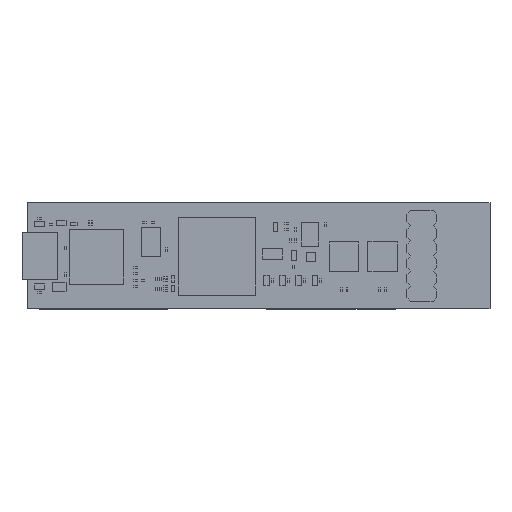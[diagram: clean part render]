
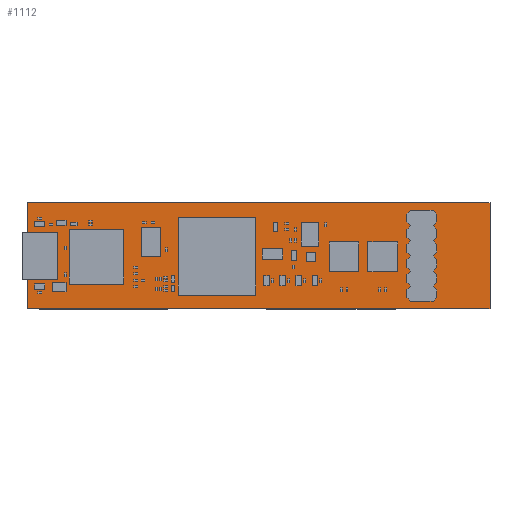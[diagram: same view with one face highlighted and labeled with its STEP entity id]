
A CAD part, top view. The second image highlights one B-rep face of the part: STEP entity #1112.
In plain terms, the highlighted planar face has unit normal (0, 0, 1).
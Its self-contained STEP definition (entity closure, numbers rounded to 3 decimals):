
#983 = VERTEX_POINT('',#984);
#984 = CARTESIAN_POINT('',(0.,1.27,0.));
#990 = EDGE_CURVE('',#983,#991,#993,.T.);
#991 = VERTEX_POINT('',#992);
#992 = CARTESIAN_POINT('',(77.47,1.27,0.));
#993 = LINE('',#994,#995);
#994 = CARTESIAN_POINT('',(0.,1.27,0.));
#995 = VECTOR('',#996,1.);
#996 = DIRECTION('',(1.,0.,0.));
#1021 = EDGE_CURVE('',#991,#1022,#1024,.T.);
#1022 = VERTEX_POINT('',#1023);
#1023 = CARTESIAN_POINT('',(77.47,19.05,0.));
#1024 = LINE('',#1025,#1026);
#1025 = CARTESIAN_POINT('',(77.47,1.27,0.));
#1026 = VECTOR('',#1027,1.);
#1027 = DIRECTION('',(0.,1.,0.));
#1052 = EDGE_CURVE('',#1022,#1053,#1055,.T.);
#1053 = VERTEX_POINT('',#1054);
#1054 = CARTESIAN_POINT('',(0.,19.05,0.));
#1055 = LINE('',#1056,#1057);
#1056 = CARTESIAN_POINT('',(77.47,19.05,0.));
#1057 = VECTOR('',#1058,1.);
#1058 = DIRECTION('',(-1.,0.,0.));
#1083 = EDGE_CURVE('',#1053,#983,#1084,.T.);
#1084 = LINE('',#1085,#1086);
#1085 = CARTESIAN_POINT('',(0.,19.05,0.));
#1086 = VECTOR('',#1087,1.);
#1087 = DIRECTION('',(0.,-1.,0.));
#1112 = ADVANCED_FACE('',(#1113),#1119,.F.);
#1113 = FACE_BOUND('',#1114,.T.);
#1114 = EDGE_LOOP('',(#1115,#1116,#1117,#1118));
#1115 = ORIENTED_EDGE('',*,*,#990,.T.);
#1116 = ORIENTED_EDGE('',*,*,#1021,.T.);
#1117 = ORIENTED_EDGE('',*,*,#1052,.T.);
#1118 = ORIENTED_EDGE('',*,*,#1083,.T.);
#1119 = PLANE('',#1120);
#1120 = AXIS2_PLACEMENT_3D('',#1121,#1122,#1123);
#1121 = CARTESIAN_POINT('',(0.,1.27,0.));
#1122 = DIRECTION('',(0.,0.,-1.));
#1123 = DIRECTION('',(-1.,0.,0.));
